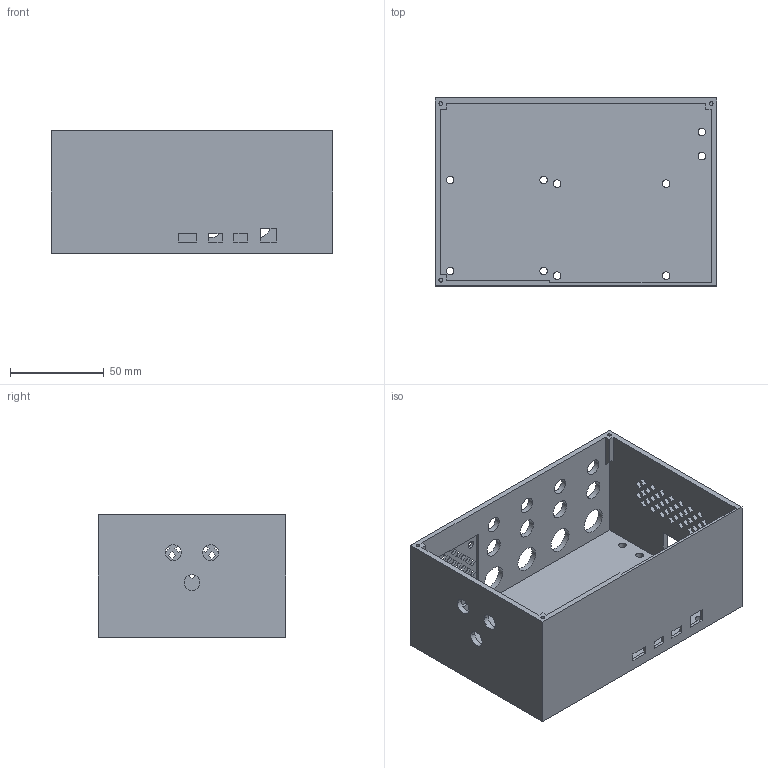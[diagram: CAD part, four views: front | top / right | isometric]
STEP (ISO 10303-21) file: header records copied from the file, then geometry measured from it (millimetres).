
FILE_DESCRIPTION((''),'2;1');
FILE_NAME('BASE_V2','2023-04-23T11:10:34',('thoma'),(''),'CREO PARAMETRIC BY PTC INC, 2022073','CREO PARAMETRIC BY PTC INC, 2022073','');
FILE_SCHEMA(('CONFIG_CONTROL_DESIGN'));
Length unit declared in the file: millimetre
Products named in the file (1): BASE_V2
Bounding box: 150 x 100 x 65 mm (x, y, z)
Volume: 117196.7 mm3; surface area: 91173.3 mm2
Topology: 1 solids, 1 shells, 452 faces, 1335 edges, 890 vertices
Faces by surface type: plane 388, cylinder 64
Entity records: 15397 total; most frequent: CARTESIAN_POINT 2677, ORIENTED_EDGE 2670, DIRECTION 2367, EDGE_CURVE 1335, VECTOR 1207, LINE 1207, VERTEX_POINT 890, EDGE_LOOP 693
